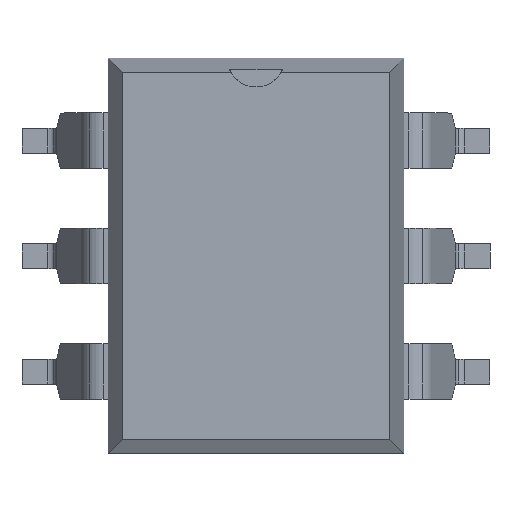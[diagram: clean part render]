
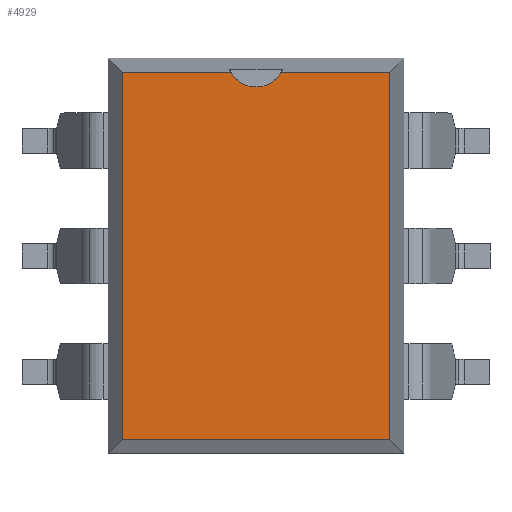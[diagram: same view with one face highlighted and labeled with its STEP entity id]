
A CAD part, top view. The second image highlights one B-rep face of the part: STEP entity #4929.
In plain terms, the highlighted planar face has unit normal (0, 0, 1).
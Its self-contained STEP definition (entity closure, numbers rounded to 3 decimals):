
#4562=CARTESIAN_POINT('',(-0.554,4.041,4.6));
#4563=VERTEX_POINT('',#4562);
#4571=CARTESIAN_POINT('',(0.554,4.041,4.6));
#4572=VERTEX_POINT('',#4571);
#4573=CARTESIAN_POINT('',(0.,4.35,4.6));
#4574=DIRECTION('',(0.0,0.0,-1.0));
#4575=DIRECTION('',(1.0,0.0,0.0));
#4576=AXIS2_PLACEMENT_3D('',#4573,#4574,#4575);
#4577=CIRCLE('',#4576,0.635);
#4578=EDGE_CURVE('',#4572,#4563,#4577,.T.);
#4599=CARTESIAN_POINT('',(2.941,4.041,4.6));
#4600=VERTEX_POINT('',#4599);
#4601=CARTESIAN_POINT('',(2.941,4.041,4.6));
#4602=DIRECTION('',(-1.0,0.0,0.0));
#4603=VECTOR('',#4602,2.386);
#4604=LINE('',#4601,#4603);
#4605=EDGE_CURVE('',#4600,#4572,#4604,.T.);
#4623=CARTESIAN_POINT('',(-2.941,4.041,4.6));
#4624=VERTEX_POINT('',#4623);
#4631=CARTESIAN_POINT('',(-0.554,4.041,4.6));
#4632=DIRECTION('',(-1.0,0.,0.));
#4633=VECTOR('',#4632,2.386);
#4634=LINE('',#4631,#4633);
#4635=EDGE_CURVE('',#4563,#4624,#4634,.T.);
#4743=CARTESIAN_POINT('',(-2.941,-4.041,4.6));
#4744=VERTEX_POINT('',#4743);
#4759=CARTESIAN_POINT('',(2.941,-4.041,4.6));
#4760=VERTEX_POINT('',#4759);
#4767=CARTESIAN_POINT('',(-2.941,-4.041,4.6));
#4768=DIRECTION('',(1.0,0.0,0.0));
#4769=VECTOR('',#4768,5.881);
#4770=LINE('',#4767,#4769);
#4771=EDGE_CURVE('',#4744,#4760,#4770,.T.);
#4867=CARTESIAN_POINT('',(-2.941,4.041,4.6));
#4868=DIRECTION('',(0.0,-1.0,0.0));
#4869=VECTOR('',#4868,8.081);
#4870=LINE('',#4867,#4869);
#4871=EDGE_CURVE('',#4624,#4744,#4870,.T.);
#4911=CARTESIAN_POINT('',(-2.941,4.35,4.6));
#4912=DIRECTION('',(0.0,0.0,1.0));
#4913=DIRECTION('',(0.0,-1.0,0.0));
#4914=AXIS2_PLACEMENT_3D('',#4911,#4912,#4913);
#4915=PLANE('',#4914);
#4916=ORIENTED_EDGE('',*,*,#4578,.T.);
#4917=ORIENTED_EDGE('',*,*,#4635,.T.);
#4918=ORIENTED_EDGE('',*,*,#4871,.T.);
#4919=ORIENTED_EDGE('',*,*,#4771,.T.);
#4920=CARTESIAN_POINT('',(2.941,4.041,4.6));
#4921=DIRECTION('',(0.0,-1.0,0.0));
#4922=VECTOR('',#4921,8.081);
#4923=LINE('',#4920,#4922);
#4924=EDGE_CURVE('',#4600,#4760,#4923,.T.);
#4925=ORIENTED_EDGE('',*,*,#4924,.F.);
#4926=ORIENTED_EDGE('',*,*,#4605,.T.);
#4927=EDGE_LOOP('',(#4916,#4917,#4918,#4919,#4925,#4926));
#4928=FACE_OUTER_BOUND('',#4927,.T.);
#4929=ADVANCED_FACE('',(#4928),#4915,.T.);
